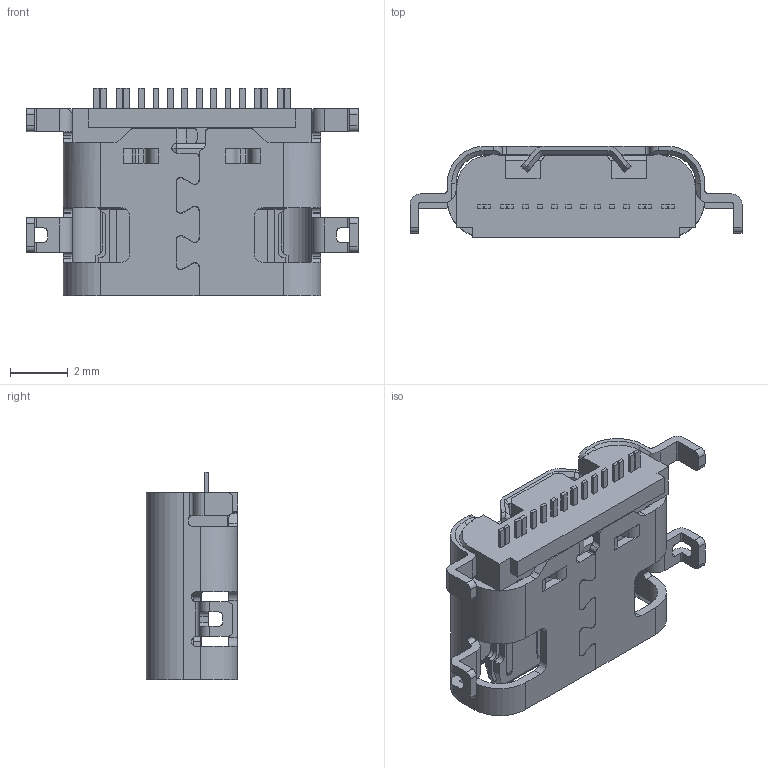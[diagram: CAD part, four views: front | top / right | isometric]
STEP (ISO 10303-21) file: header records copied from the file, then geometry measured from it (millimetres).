
FILE_DESCRIPTION(('STEP AP242'),'1');
FILE_NAME('2169900003.stp','2024-04-24T04:39:36',('TraceParts'),('TraceParts S.A.'),'Spatial InterOp 3D',' ',' ');
FILE_SCHEMA(('AP242_MANAGED_MODEL_BASED_3D_ENGINEERING_MIM_LF {1 0 10303 442 1 1 4}'));
Length unit declared in the file: millimetre
Products named in the file (1): 2169900003_1
Bounding box: 11.54 x 3.18 x 7.2 mm (x, y, z)
Volume: 95.9 mm3; surface area: 435.5 mm2
Topology: 1 solids, 1 shells, 697 faces, 2098 edges, 1466 vertices
Faces by surface type: plane 498, cylinder 187, cone 12
Entity records: 23612 total; most frequent: CARTESIAN_POINT 4598, ORIENTED_EDGE 4034, DIRECTION 3759, EDGE_CURVE 2017, LINE 1639, VECTOR 1639, VERTEX_POINT 1306, AXIS2_PLACEMENT_3D 1060
